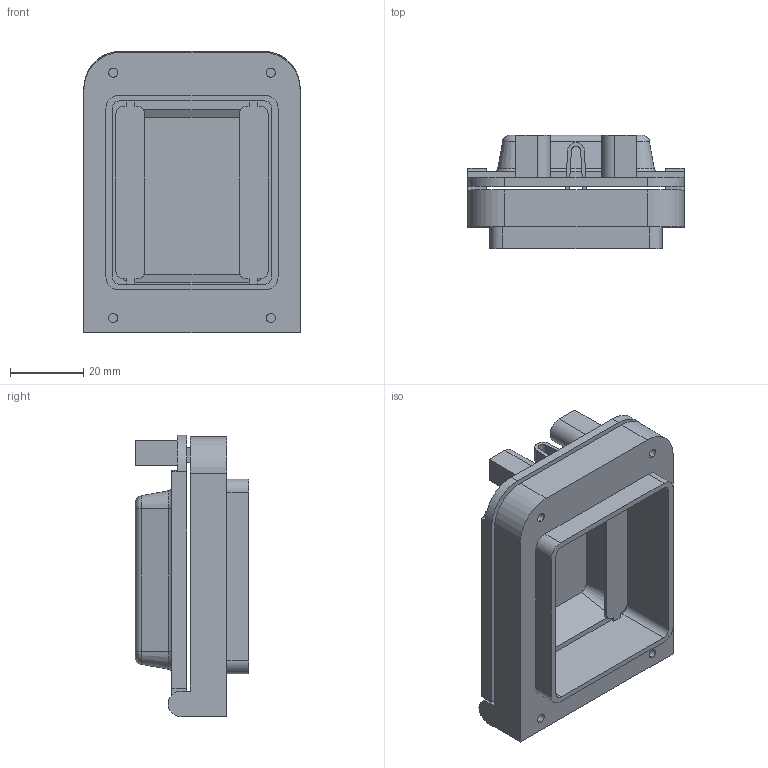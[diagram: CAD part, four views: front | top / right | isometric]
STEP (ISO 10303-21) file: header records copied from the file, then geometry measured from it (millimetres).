
FILE_DESCRIPTION (( 'STEP AP214' ), '1' );
FILE_NAME ('L02.STEP', '2010-03-04T10:28:40', ( 'KennethW' ), ( 'FIBOX' ), 'SwSTEP 2.0', 'SolidWorks 2009', '' );
FILE_SCHEMA (( 'AUTOMOTIVE_DESIGN' ));
Length unit declared in the file: millimetre
Products named in the file (1): L02
Bounding box: 59 x 31 x 76.8 mm (x, y, z)
Volume: 42877.9 mm3; surface area: 26984.2 mm2
Topology: 1 solids, 1 shells, 147 faces, 392 edges, 256 vertices
Faces by surface type: plane 85, cylinder 46, cone 8, torus 8
Entity records: 6251 total; most frequent: DIRECTION 806, CARTESIAN_POINT 796, ORIENTED_EDGE 784, EDGE_CURVE 392, VECTOR 274, LINE 274, AXIS2_PLACEMENT_3D 266, VERTEX_POINT 256
